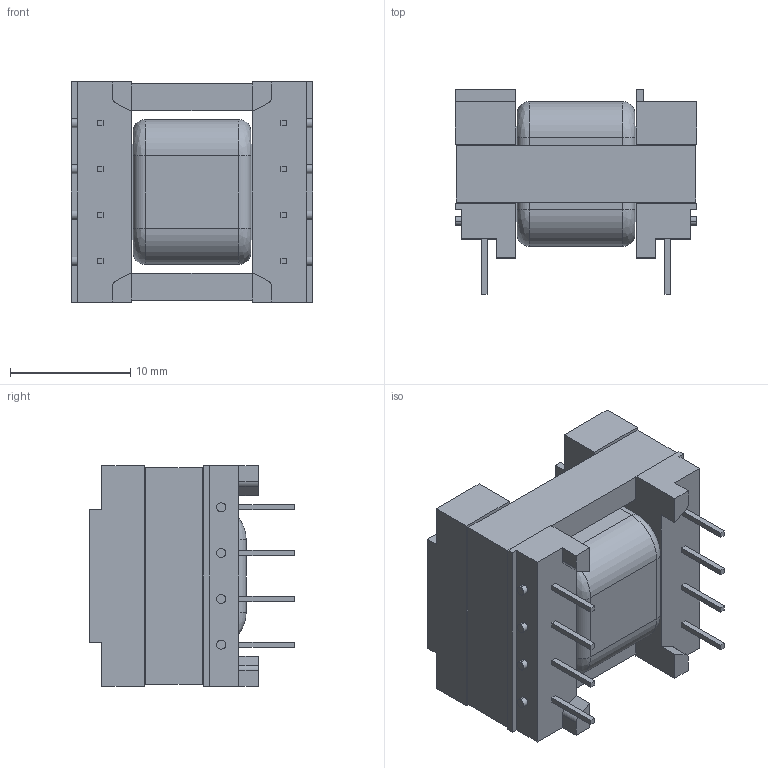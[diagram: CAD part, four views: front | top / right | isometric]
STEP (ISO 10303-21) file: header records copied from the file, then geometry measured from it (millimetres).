
FILE_DESCRIPTION (( 'STEP AP214' ), '1' );
FILE_NAME ('Coilcraft-Y8844-AL.STEP', '2019-05-10T19:04:00', ( '' ), ( '' ), 'SwSTEP 2.0', 'SolidWorks 2019', '' );
FILE_SCHEMA (( 'AUTOMOTIVE_DESIGN' ));
Length unit declared in the file: millimetre
Products named in the file (1): Coilcraft-Y8844-AL
Bounding box: 20.1 x 17 x 18.3 mm (x, y, z)
Volume: 3647.8 mm3; surface area: 2676.2 mm2
Topology: 1 solids, 1 shells, 168 faces, 420 edges, 272 vertices
Faces by surface type: plane 128, cylinder 32, bspline 8
Entity records: 6408 total; most frequent: CARTESIAN_POINT 1005, ORIENTED_EDGE 840, DIRECTION 798, EDGE_CURVE 420, VECTOR 348, LINE 348, VERTEX_POINT 272, AXIS2_PLACEMENT_3D 225
